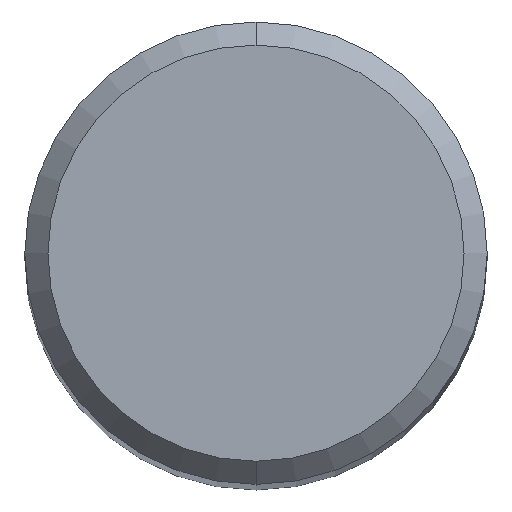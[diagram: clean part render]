
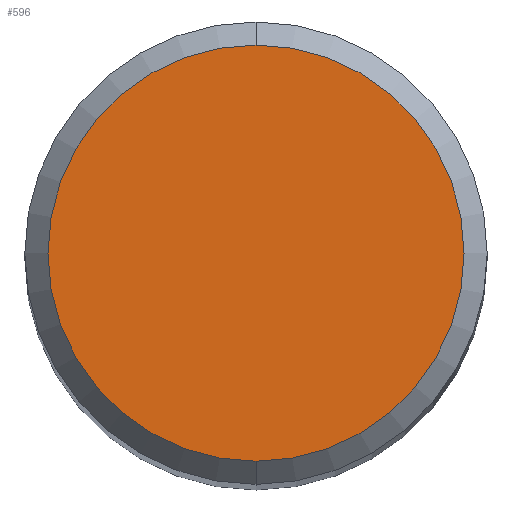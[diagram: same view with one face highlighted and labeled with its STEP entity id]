
A CAD part, top view. The second image highlights one B-rep face of the part: STEP entity #596.
In plain terms, the highlighted planar face has unit normal (0, 0, 1).
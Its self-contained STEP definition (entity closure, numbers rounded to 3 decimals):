
#426=VERTEX_POINT('',#1006);
#446=EDGE_CURVE('',#820,#426,#1028,.T.);
#596=ADVANCED_FACE('',(#1189),#1190,.T.);
#754=EDGE_CURVE('',#426,#820,#1360,.T.);
#820=VERTEX_POINT('',#1432);
#1006=CARTESIAN_POINT('',(0.0,3.6,0.0));
#1028=CIRCLE('',#2611,3.6);
#1189=FACE_OUTER_BOUND('',#3683,.T.);
#1190=PLANE('',#3684);
#1360=CIRCLE('',#4849,3.6);
#1432=CARTESIAN_POINT('',(0.,-3.6,0.0));
#2611=AXIS2_PLACEMENT_3D('',#6066,#6067,#6068);
#3683=EDGE_LOOP('',(#6209,#6210));
#3684=AXIS2_PLACEMENT_3D('',#6211,#6212,#6213);
#4849=AXIS2_PLACEMENT_3D('',#6386,#6387,#6388);
#6066=CARTESIAN_POINT('',(0.0,0.0,0.0));
#6067=DIRECTION('',(0.0,0.0,-1.0));
#6068=DIRECTION('',(0.0,1.0,0.0));
#6209=ORIENTED_EDGE('',*,*,#754,.F.);
#6210=ORIENTED_EDGE('',*,*,#446,.F.);
#6211=CARTESIAN_POINT('',(0.0,1.8,0.0));
#6212=DIRECTION('',(-0.0,0.0,1.0));
#6213=DIRECTION('',(0.0,-1.0,0.0));
#6386=CARTESIAN_POINT('',(0.0,0.0,0.0));
#6387=DIRECTION('',(0.0,0.0,-1.0));
#6388=DIRECTION('',(0.0,1.0,0.0));
